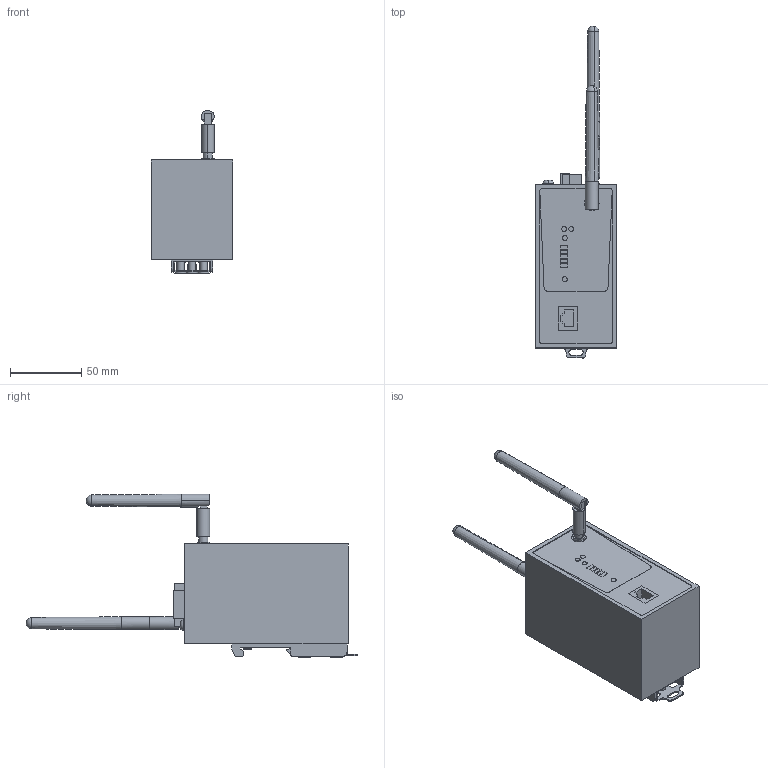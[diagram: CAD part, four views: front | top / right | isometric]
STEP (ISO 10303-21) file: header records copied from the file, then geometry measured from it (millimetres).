
FILE_DESCRIPTION(('CATIA V5 STEP Exchange','CAx-IF Rec.Pracs.--- Model Styling and Organization---1.4--- 2014-01-23'),'2;1');
FILE_NAME ('13070916_4', '2021-12-09T15:23:23+00:00', ('none'), ('Weidmueller'), 'CATIA Version 5-6 Release 2016 SP3 HF44', 'CATIA V5 STEP AP214', 'none');
FILE_SCHEMA(('AUTOMOTIVE_DESIGN { 1 0 10303 214 1 1 1 1 }'));
Length unit declared in the file: millimetre
Products named in the file (1): S3D_IE_WL_WLT_BL_AP_CL_XXX
Bounding box: 57.3 x 233.39 x 114.99 mm (x, y, z)
Volume: 474363.6 mm3; surface area: 69324.9 mm2
Topology: 25 solids, 25 shells, 600 faces, 1512 edges, 998 vertices
Faces by surface type: plane 417, cylinder 136, extrusion 37, cone 4, sphere 4, torus 2
Entity records: 18383 total; most frequent: CARTESIAN_POINT 4060, ORIENTED_EDGE 3016, DIRECTION 2272, EDGE_CURVE 1508, VECTOR 1124, LINE 1087, VERTEX_POINT 998, AXIS2_PLACEMENT_3D 713
